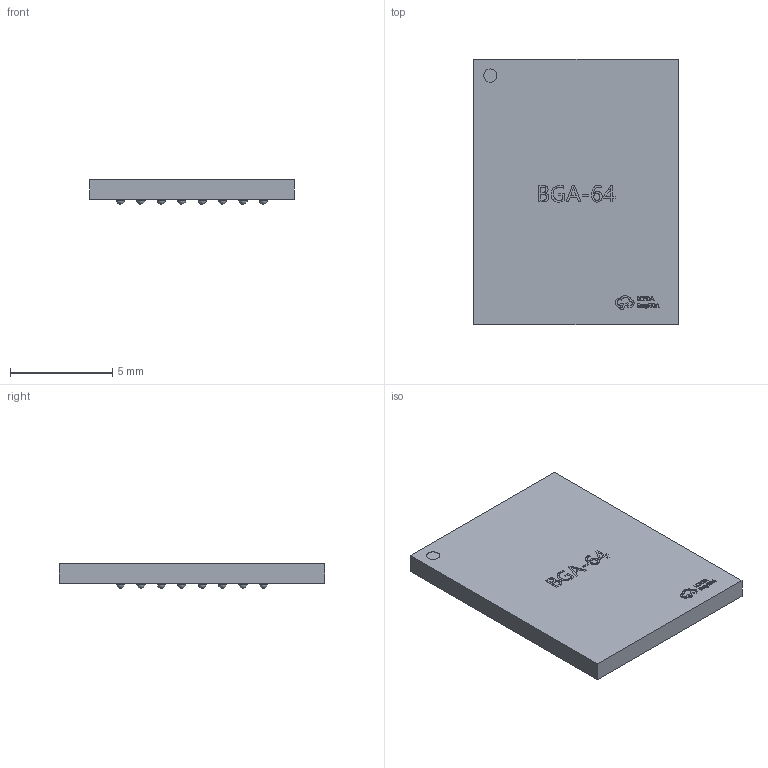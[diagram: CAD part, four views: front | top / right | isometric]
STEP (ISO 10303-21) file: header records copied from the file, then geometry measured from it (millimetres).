
FILE_DESCRIPTION (( 'STEP AP214' ), '1' );
FILE_NAME ('BGA-64_L13.0-W10.0-H1.2-P1.0.step', '2022-06-22T14:05:12', ( '' ), ( '' ), 'SwSTEP 2.0', 'SolidWorks 2020', '' );
FILE_SCHEMA (( 'AUTOMOTIVE_DESIGN' ));
Length unit declared in the file: millimetre
Products named in the file (1): BGA-64_L13.0-W10.0-H1.2-P1.0
Bounding box: 10 x 13 x 1.21 mm (x, y, z)
Volume: 125 mm3; surface area: 317.2 mm2
Topology: 1 solids, 1 shells, 509 faces, 1535 edges, 1066 vertices
Faces by surface type: plane 235, bspline 144, sphere 128, cylinder 2
Entity records: 23547 total; most frequent: CARTESIAN_POINT 6783, ORIENTED_EDGE 2558, DIRECTION 1979, EDGE_CURVE 1279, VERTEX_POINT 938, VECTOR 727, LINE 727, EDGE_LOOP 675
